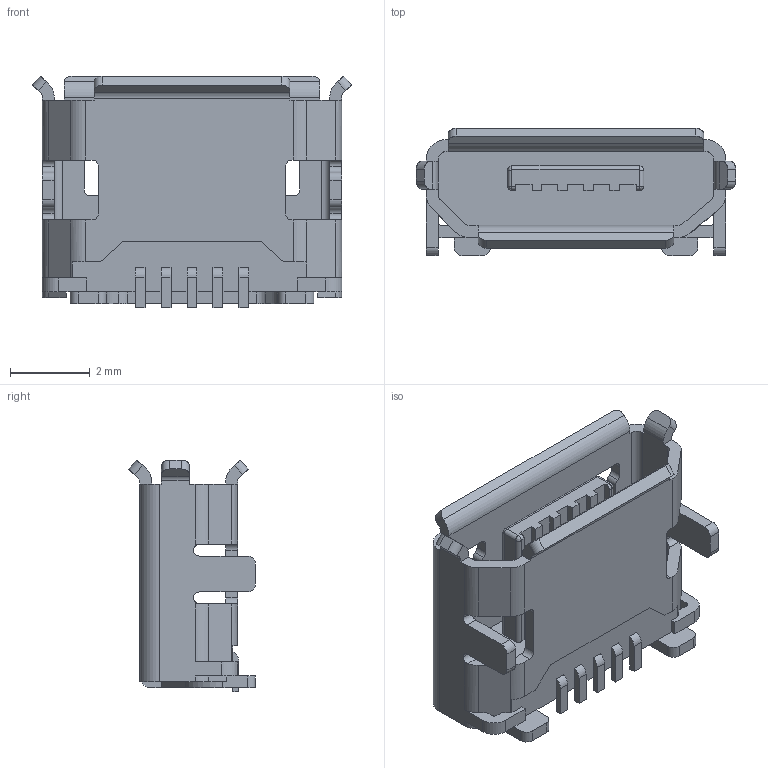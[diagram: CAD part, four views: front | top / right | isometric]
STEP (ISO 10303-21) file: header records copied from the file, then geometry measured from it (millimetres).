
FILE_DESCRIPTION(('STEP AP214'),'1');
FILE_NAME('u254-051n-4bh24-s2s.stp','2022-05-31T19:21:02',('TraceParts'),('TraceParts S.A.'),'Spatial InterOp 3D',' ',' ');
FILE_SCHEMA(('AUTOMOTIVE_DESIGN { 1 0 10303 214 1 1 1 1 }'));
Length unit declared in the file: millimetre
Products named in the file (1): u254-051n-4bh24-s2s
Bounding box: 8 x 3.18 x 5.8 mm (x, y, z)
Volume: 49.5 mm3; surface area: 240 mm2
Topology: 1 solids, 1 shells, 262 faces, 775 edges, 508 vertices
Faces by surface type: plane 158, cylinder 100, bspline 4
Entity records: 8887 total; most frequent: CARTESIAN_POINT 1726, ORIENTED_EDGE 1550, DIRECTION 1466, EDGE_CURVE 775, LINE 562, VECTOR 562, VERTEX_POINT 508, AXIS2_PLACEMENT_3D 452
